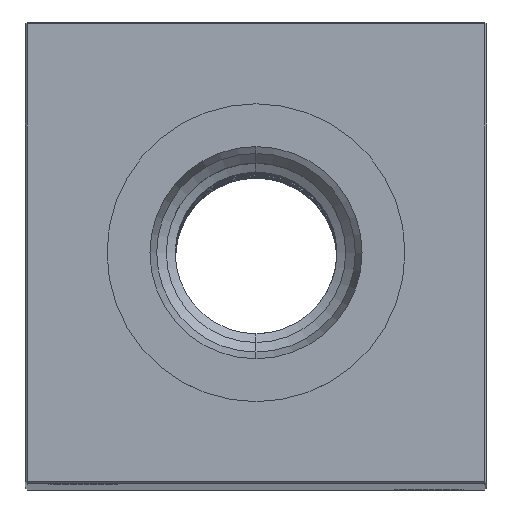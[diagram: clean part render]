
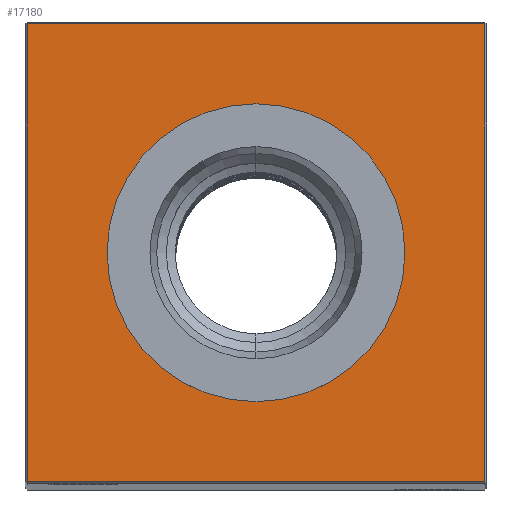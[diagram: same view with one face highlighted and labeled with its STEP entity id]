
A CAD part, top view. The second image highlights one B-rep face of the part: STEP entity #17180.
In plain terms, the highlighted planar face has unit normal (0, 0, 1).
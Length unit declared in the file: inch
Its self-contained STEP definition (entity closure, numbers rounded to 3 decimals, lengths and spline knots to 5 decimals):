
#166 = DIRECTION ( 'NONE',  ( 0., 0., -1. ) ) ;
#872 = AXIS2_PLACEMENT_3D ( 'NONE', #3298, #1291, #11029 ) ;
#1291 = DIRECTION ( 'NONE',  ( 0., 0., -1. ) ) ;
#2209 = VECTOR ( 'NONE', #30239, 39.37008 ) ;
#2371 = ORIENTED_EDGE ( 'NONE', *, *, #23308, .T. ) ;
#2688 = DIRECTION ( 'NONE',  ( -1., 0., 0. ) ) ;
#2979 = DIRECTION ( 'NONE',  ( 0., 1., 0. ) ) ;
#3132 = VERTEX_POINT ( 'NONE', #31301 ) ;
#3298 = CARTESIAN_POINT ( 'NONE',  ( 0., 0., 20.5 ) ) ;
#3310 = LINE ( 'NONE', #23604, #22398 ) ;
#3597 = VERTEX_POINT ( 'NONE', #12656 ) ;
#3938 = CARTESIAN_POINT ( 'NONE',  ( 0., 1.24, 20.5 ) ) ;
#6252 = EDGE_CURVE ( 'NONE', #3132, #18106, #15335, .T. ) ;
#6433 = PLANE ( 'NONE',  #7428 ) ;
#7106 = DIRECTION ( 'NONE',  ( -1., 0., 0. ) ) ;
#7428 = AXIS2_PLACEMENT_3D ( 'NONE', #14165, #30061, #7106 ) ;
#7688 = CIRCLE ( 'NONE', #9853, 0.80709 ) ;
#8020 = CARTESIAN_POINT ( 'NONE',  ( -1.24, -1.24, 20.5 ) ) ;
#8962 = FACE_BOUND ( 'NONE', #15376, .T. ) ;
#9853 = AXIS2_PLACEMENT_3D ( 'NONE', #28814, #166, #2688 ) ;
#11029 = DIRECTION ( 'NONE',  ( -1., 0., 0. ) ) ;
#11933 = EDGE_LOOP ( 'NONE', ( #2371, #25387, #18909, #14430 ) ) ;
#12656 = CARTESIAN_POINT ( 'NONE',  ( 1.24, 1.24, 20.5 ) ) ;
#14165 = CARTESIAN_POINT ( 'NONE',  ( 0., 0., 20.5 ) ) ;
#14201 = ORIENTED_EDGE ( 'NONE', *, *, #6252, .T. ) ;
#14430 = ORIENTED_EDGE ( 'NONE', *, *, #21824, .T. ) ;
#15335 = CIRCLE ( 'NONE', #872, 0.80709 ) ;
#15376 = EDGE_LOOP ( 'NONE', ( #30958, #14201 ) ) ;
#15995 = VERTEX_POINT ( 'NONE', #16399 ) ;
#16399 = CARTESIAN_POINT ( 'NONE',  ( 1.24, -1.24, 20.5 ) ) ;
#16471 = CARTESIAN_POINT ( 'NONE',  ( 0., -1.24, 20.5 ) ) ;
#16738 = EDGE_CURVE ( 'NONE', #15995, #3597, #3310, .T. ) ;
#17180 = ADVANCED_FACE ( 'NONE', ( #19846, #8962 ), #6433, .F. ) ;
#17261 = DIRECTION ( 'NONE',  ( 0., -1., 0. ) ) ;
#18106 = VERTEX_POINT ( 'NONE', #20209 ) ;
#18909 = ORIENTED_EDGE ( 'NONE', *, *, #16738, .T. ) ;
#19158 = VERTEX_POINT ( 'NONE', #8020 ) ;
#19526 = LINE ( 'NONE', #3938, #2209 ) ;
#19846 = FACE_OUTER_BOUND ( 'NONE', #11933, .T. ) ;
#20209 = CARTESIAN_POINT ( 'NONE',  ( 0., 0.80709, 20.5 ) ) ;
#21824 = EDGE_CURVE ( 'NONE', #3597, #24318, #19526, .T. ) ;
#22398 = VECTOR ( 'NONE', #2979, 39.37008 ) ;
#22920 = EDGE_CURVE ( 'NONE', #19158, #15995, #28848, .T. ) ;
#23308 = EDGE_CURVE ( 'NONE', #24318, #19158, #29308, .T. ) ;
#23604 = CARTESIAN_POINT ( 'NONE',  ( 1.24, 0., 20.5 ) ) ;
#24318 = VERTEX_POINT ( 'NONE', #30508 ) ;
#24783 = CARTESIAN_POINT ( 'NONE',  ( -1.24, 0., 20.5 ) ) ;
#25387 = ORIENTED_EDGE ( 'NONE', *, *, #22920, .T. ) ;
#28443 = EDGE_CURVE ( 'NONE', #18106, #3132, #7688, .T. ) ;
#28814 = CARTESIAN_POINT ( 'NONE',  ( 0., 0., 20.5 ) ) ;
#28848 = LINE ( 'NONE', #16471, #32191 ) ;
#29175 = DIRECTION ( 'NONE',  ( 1., 0., 0. ) ) ;
#29308 = LINE ( 'NONE', #24783, #30599 ) ;
#30061 = DIRECTION ( 'NONE',  ( 0., 0., -1. ) ) ;
#30239 = DIRECTION ( 'NONE',  ( -1., 0., 0. ) ) ;
#30508 = CARTESIAN_POINT ( 'NONE',  ( -1.24, 1.24, 20.5 ) ) ;
#30599 = VECTOR ( 'NONE', #17261, 39.37008 ) ;
#30958 = ORIENTED_EDGE ( 'NONE', *, *, #28443, .T. ) ;
#31301 = CARTESIAN_POINT ( 'NONE',  ( 0., -0.80709, 20.5 ) ) ;
#32191 = VECTOR ( 'NONE', #29175, 39.37008 ) ;
